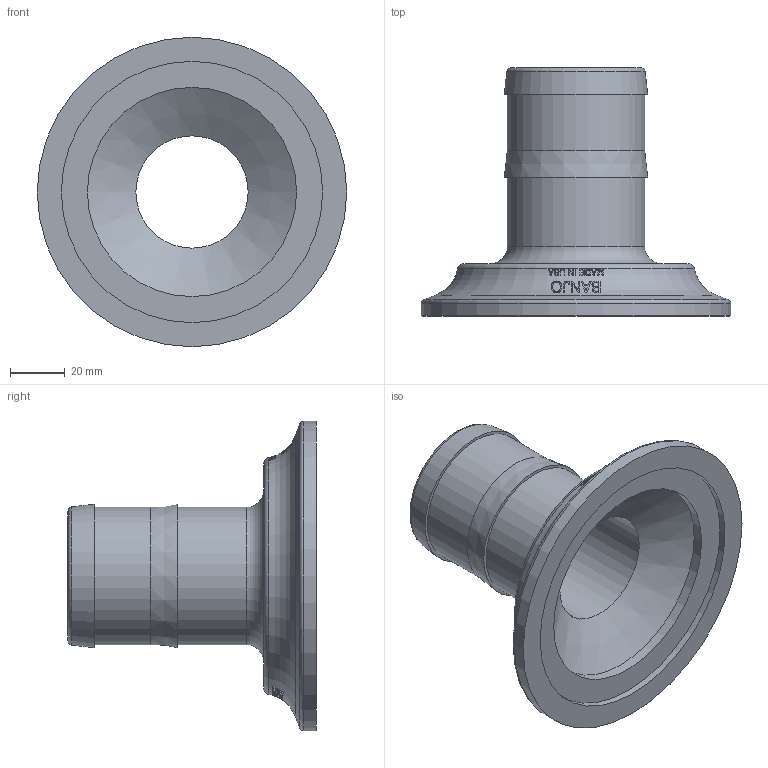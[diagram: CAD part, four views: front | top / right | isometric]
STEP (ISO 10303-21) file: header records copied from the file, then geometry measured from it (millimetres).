
FILE_DESCRIPTION(/* description */ ('3" MNFLD FLG X 2" HOSE BARB'),/* implementation_level */ '2;1');
FILE_NAME(/* name */ 'M300220BRB.stp',/* time_stamp */ '2016-12-05T11:39:04-05:00',/* author */ ('MJC'),/* organization */ (''),/* preprocessor_version */ 'ST-DEVELOPER v16.5',/* originating_system */ 'Autodesk Inventor 2017',/* authorisation */ '');
FILE_SCHEMA (('AUTOMOTIVE_DESIGN { 1 0 10303 214 3 1 1 }'));
Length unit declared in the file: inch
Products named in the file (1): M300220BRB
Bounding box: 112.78 x 90.42 x 112.78 mm (x, y, z)
Volume: 129530.4 mm3; surface area: 44140.5 mm2
Topology: 1 solids, 1 shells, 399 faces, 1055 edges, 701 vertices
Faces by surface type: bspline 198, plane 175, torus 16, cylinder 6, cone 4
Full cylindrical faces by diameter (mm): 40.894 x1, 50.038 x2, 76.2 x1, 95.25 x1, 112.776 x1
Entity records: 16169 total; most frequent: CARTESIAN_POINT 7163, ORIENTED_EDGE 2078, DIRECTION 1467, EDGE_CURVE 1039, VERTEX_POINT 699, AXIS2_PLACEMENT_3D 564, EDGE_LOOP 458, FACE_OUTER_BOUND 399
